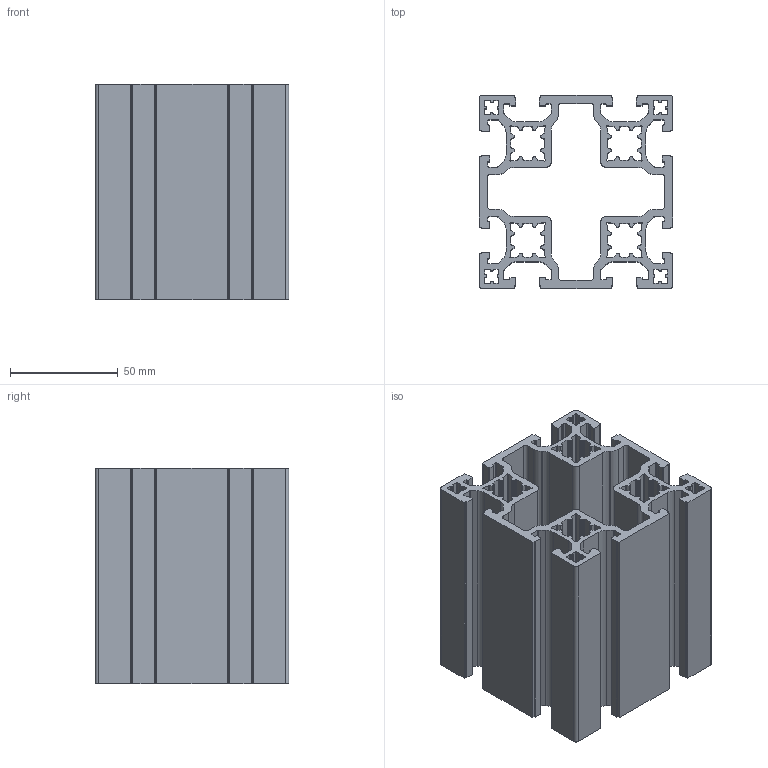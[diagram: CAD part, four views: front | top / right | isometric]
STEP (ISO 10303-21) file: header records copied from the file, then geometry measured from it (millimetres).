
FILE_DESCRIPTION (( 'STEP AP203' ), '1' );
FILE_NAME ('PERFIL 90X90 100 10-10.STEP', '2015-12-15T10:50:24', ( '' ), ( '' ), 'SwSTEP 2.0', 'SolidWorks 2014', '' );
FILE_SCHEMA (( 'CONFIG_CONTROL_DESIGN' ));
Length unit declared in the file: millimetre
Products named in the file (1): PERFIL 90X90   100  10-10
Bounding box: 90 x 90 x 100 mm (x, y, z)
Volume: 231928.9 mm3; surface area: 151175.2 mm2
Topology: 1 solids, 1 shells, 834 faces, 2496 edges, 1664 vertices
Faces by surface type: cylinder 496, plane 338
Entity records: 28585 total; most frequent: DIRECTION 5158, CARTESIAN_POINT 4995, ORIENTED_EDGE 4992, EDGE_CURVE 2496, AXIS2_PLACEMENT_3D 1827, VERTEX_POINT 1664, LINE 1504, VECTOR 1504
